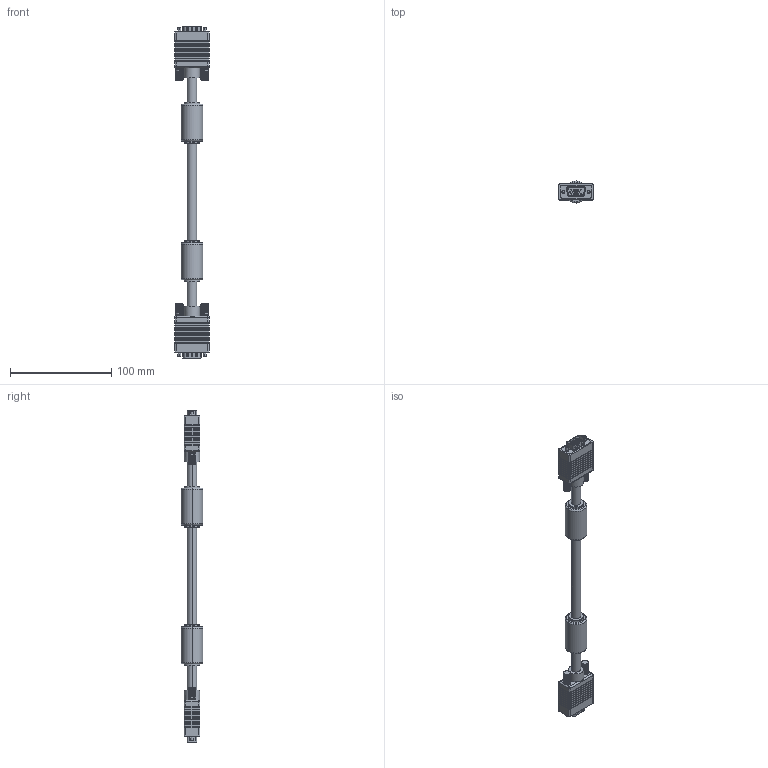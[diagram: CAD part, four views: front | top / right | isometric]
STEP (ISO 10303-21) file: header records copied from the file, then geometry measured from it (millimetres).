
FILE_DESCRIPTION (( 'STEP AP203' ), '1' );
FILE_NAME ('CTLF3VGAMM.STEP', '2006-06-23T18:33:07', ( 'lcom' ), ( 'lcom' ), 'SwSTEP 2.0', 'SolidWorks 2006004', '' );
FILE_SCHEMA (( 'CONFIG_CONTROL_DESIGN' ));
Length unit declared in the file: inch
Products named in the file (7): 3AC03-038_9" long; 3AA07-008; 3AB01-056; 3AC04-001; SDH15P_Supplier Connector; MTN-041; CTLF3VGAMM
Assembly tree (9 placements, depth 3):
  CTLF3VGAMM
    3AB01-056  x2
      3AA07-008
      SDH15P_Supplier Connector
      MTN-041
    3AC04-001  x2
    3AC03-038_9" long
Bounding box: 34.47 x 21.54 x 328.02 mm (x, y, z)
Volume: 81132.2 mm3; surface area: 35635.1 mm2
Topology: 11 solids, 11 shells, 1120 faces, 3006 edges, 1944 vertices
Faces by surface type: plane 608, cylinder 386, sphere 68, torus 34, bspline 16, cone 8
Entity records: 16451 total; most frequent: CARTESIAN_POINT 3578, DIRECTION 2558, ORIENTED_EDGE 2472, EDGE_CURVE 1236, AXIS2_PLACEMENT_3D 888, VERTEX_POINT 808, VECTOR 782, LINE 782
